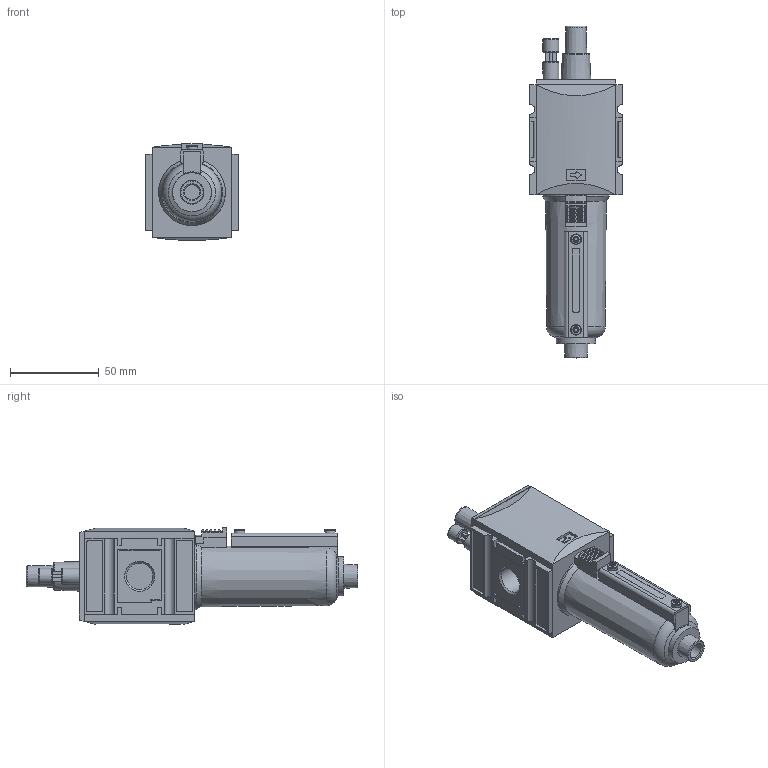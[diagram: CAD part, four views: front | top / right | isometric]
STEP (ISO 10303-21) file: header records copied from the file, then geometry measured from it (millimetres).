
FILE_DESCRIPTION( ( 'STEP AP203' ), ' ' );
FILE_NAME( '92501.DD50.stp', '2017-03-07T16:27:27', ( '' ), ( '' ), ' ', 'PARTsolutions', ' ' );
FILE_SCHEMA( ( 'CONFIG_CONTROL_DESIGN' ) );
Length unit declared in the file: millimetre
Products named in the file (3): 92501.DD50; _FU 902G 3/8000-1; _FU 902_1
Assembly tree (2 placements, depth 2):
  92501.DD50
    _FU 902G 3/8000-1
    _FU 902_1
Bounding box: 52 x 187 x 54.49 mm (x, y, z)
Volume: 250397.5 mm3; surface area: 37840 mm2
Topology: 2 solids, 2 shells, 409 faces, 1080 edges, 710 vertices
Faces by surface type: plane 261, cylinder 103, torus 29, cone 12, bspline 2, sphere 2
Full cylindrical faces by diameter (mm): 6 x2, 6.3 x1, 8.566 x1, 9 x2, 14.95 x2, 22 x1, 37.6 x1
Entity records: 12776 total; most frequent: CARTESIAN_POINT 2604, ORIENTED_EDGE 2078, DIRECTION 2060, EDGE_CURVE 1039, LINE 716, VECTOR 716, VERTEX_POINT 700, AXIS2_PLACEMENT_3D 672
